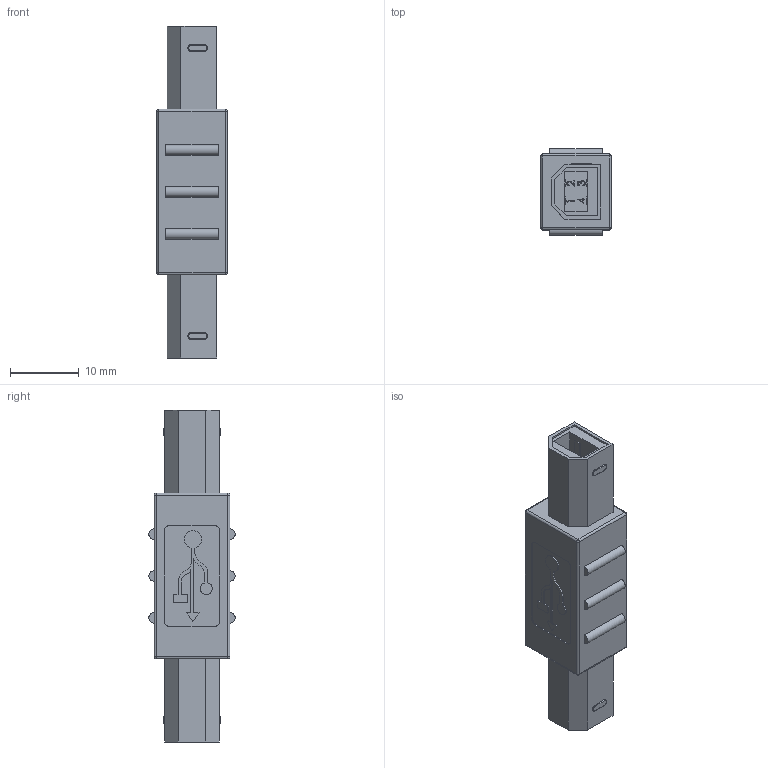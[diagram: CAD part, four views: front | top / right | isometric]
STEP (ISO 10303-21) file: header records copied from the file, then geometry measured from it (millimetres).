
FILE_DESCRIPTION (( 'STEP AP203' ), '1' );
FILE_NAME ('UAD016MM.STEP', '2006-06-30T18:57:48', ( ' ' ), ( ' ' ), 'SwSTEP 2.0', 'SolidWorks 2005354', '' );
FILE_SCHEMA (( 'CONFIG_CONTROL_DESIGN' ));
Length unit declared in the file: inch
Products named in the file (1): UAD016MM
Bounding box: 10.24 x 12.57 x 48.31 mm (x, y, z)
Volume: 3675.7 mm3; surface area: 2351.2 mm2
Topology: 1 solids, 1 shells, 355 faces, 914 edges, 596 vertices
Faces by surface type: plane 223, bspline 67, cylinder 45, torus 12, sphere 8
Entity records: 16433 total; most frequent: CARTESIAN_POINT 8095, ORIENTED_EDGE 1812, DIRECTION 1468, EDGE_CURVE 906, VECTOR 654, LINE 654, VERTEX_POINT 596, AXIS2_PLACEMENT_3D 407
